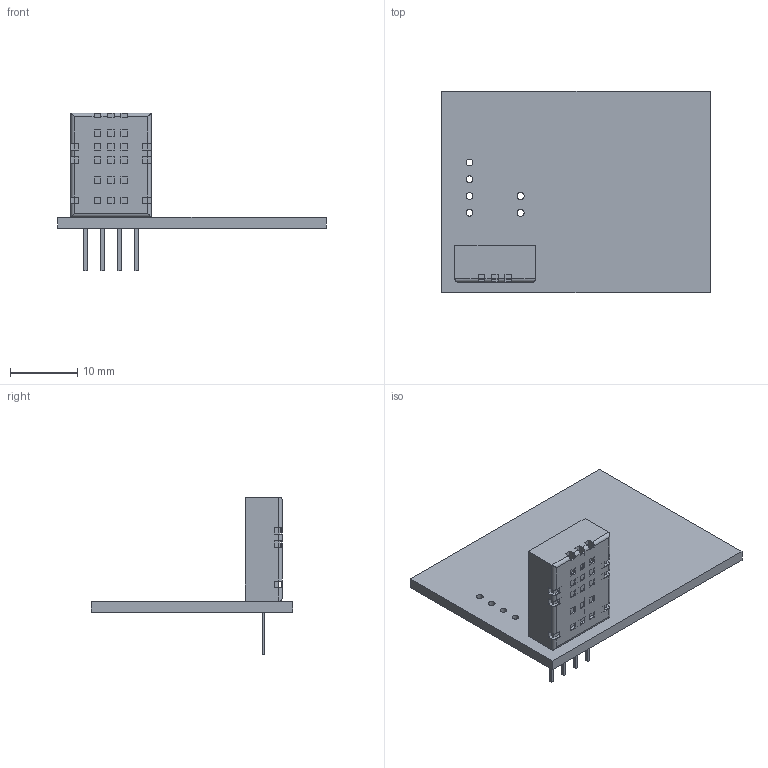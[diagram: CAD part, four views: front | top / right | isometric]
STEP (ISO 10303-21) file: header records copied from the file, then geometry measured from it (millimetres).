
FILE_DESCRIPTION(('KiCad electronic assembly'),'2;1');
FILE_NAME('ESP-Logger-HW.step','2021-10-10T20:33:23',('An Author'),( 'A Company'),'Open CASCADE STEP processor 7.5', 'KiCad to STEP converter','Unknown');
FILE_SCHEMA(('AUTOMOTIVE_DESIGN { 1 0 10303 214 1 1 1 1 }'));
Length unit declared in the file: millimetre
Products named in the file (4): Open CASCADE STEP translator 7.5 1; Aosong_DHT11_5.5x12.0_P2.54mm; SOLID; COMPOUND
Assembly tree (3 placements, depth 3):
  Open CASCADE STEP translator 7.5 1
    Aosong_DHT11_5.5x12.0_P2.54mm
      SOLID
    COMPOUND
Bounding box: 40 x 30 x 23.5 mm (x, y, z)
Volume: 2904.6 mm3; surface area: 3516.4 mm2
Topology: 2 solids, 2 shells, 305 faces, 802 edges, 468 vertices
Faces by surface type: plane 282, cylinder 23
Full cylindrical faces by diameter (mm): 0.8 x4, 1 x4, 1.05 x2
Entity records: 21951 total; most frequent: CARTESIAN_POINT 3567, DIRECTION 3044, LINE 2282, VECTOR 2282, ORIENTED_EDGE 1604, PCURVE 1604, DEFINITIONAL_REPRESENTATION 1604, EDGE_CURVE 802
